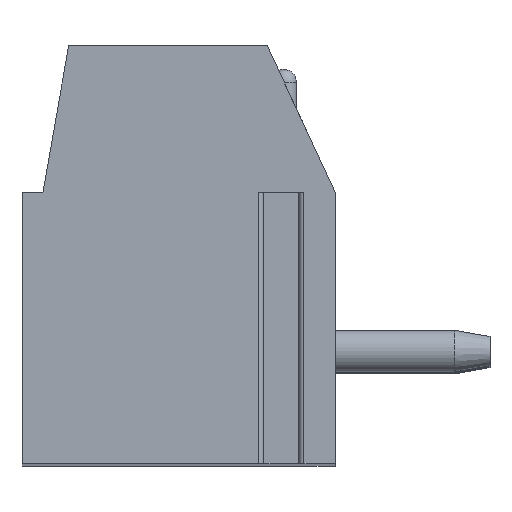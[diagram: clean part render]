
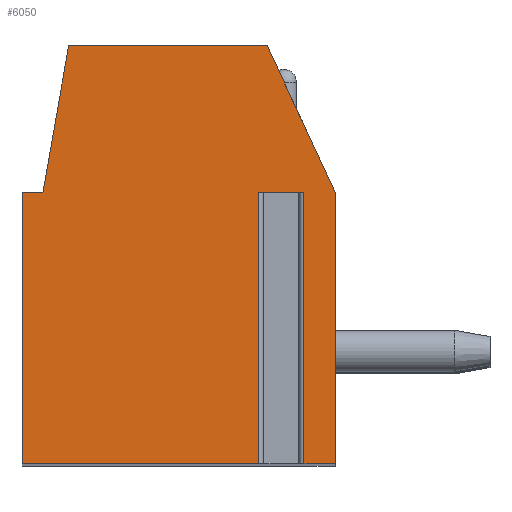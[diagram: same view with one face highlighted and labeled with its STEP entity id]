
A CAD part, top view. The second image highlights one B-rep face of the part: STEP entity #6050.
In plain terms, the highlighted planar face has unit normal (0, 0, 1).
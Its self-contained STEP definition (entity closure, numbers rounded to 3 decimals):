
#13=DIRECTION('',(-1.,0.,0.));
#14=VECTOR('',#13,1.097);
#15=CARTESIAN_POINT('',(2.998,1.5,27.94));
#16=LINE('',#15,#14);
#17=DIRECTION('',(0.,-1.,0.));
#18=VECTOR('',#17,6.5);
#19=CARTESIAN_POINT('',(1.902,1.5,27.94));
#20=LINE('',#19,#18);
#21=DIRECTION('',(1.,0.,0.));
#22=VECTOR('',#21,5.652);
#23=CARTESIAN_POINT('',(-3.75,-5.,27.94));
#24=LINE('',#23,#22);
#25=DIRECTION('',(0.,-1.,0.));
#26=VECTOR('',#25,6.5);
#27=CARTESIAN_POINT('',(-3.75,1.5,27.94));
#28=LINE('',#27,#26);
#29=DIRECTION('',(-1.,0.,0.));
#30=VECTOR('',#29,0.5);
#31=CARTESIAN_POINT('',(-3.25,1.5,27.94));
#32=LINE('',#31,#30);
#33=DIRECTION('',(-0.174,-0.985,0.));
#34=VECTOR('',#33,3.554);
#35=CARTESIAN_POINT('',(-2.633,5.,27.94));
#36=LINE('',#35,#34);
#37=DIRECTION('',(-1.,0.,0.));
#38=VECTOR('',#37,4.751);
#39=CARTESIAN_POINT('',(2.118,5.,27.94));
#40=LINE('',#39,#38);
#41=DIRECTION('',(-0.423,0.906,0.));
#42=VECTOR('',#41,3.862);
#43=CARTESIAN_POINT('',(3.75,1.5,27.94));
#44=LINE('',#43,#42);
#45=DIRECTION('',(0.,1.,0.));
#46=VECTOR('',#45,6.5);
#47=CARTESIAN_POINT('',(3.75,-5.,27.94));
#48=LINE('',#47,#46);
#49=DIRECTION('',(1.,0.,0.));
#50=VECTOR('',#49,0.752);
#51=CARTESIAN_POINT('',(2.998,-5.,27.94));
#52=LINE('',#51,#50);
#53=DIRECTION('',(0.,-1.,0.));
#54=VECTOR('',#53,6.5);
#55=CARTESIAN_POINT('',(2.998,1.5,27.94));
#56=LINE('',#55,#54);
#4797=CARTESIAN_POINT('',(-2.633,5.,27.94));
#4798=CARTESIAN_POINT('',(-3.25,1.5,27.94));
#4799=VERTEX_POINT('',#4797);
#4800=VERTEX_POINT('',#4798);
#4801=CARTESIAN_POINT('',(-3.75,1.5,27.94));
#4802=VERTEX_POINT('',#4801);
#4803=CARTESIAN_POINT('',(-3.75,-5.,27.94));
#4804=VERTEX_POINT('',#4803);
#4805=CARTESIAN_POINT('',(3.75,-5.,27.94));
#4806=CARTESIAN_POINT('',(3.75,1.5,27.94));
#4807=VERTEX_POINT('',#4805);
#4808=VERTEX_POINT('',#4806);
#4809=CARTESIAN_POINT('',(2.118,5.,27.94));
#4810=VERTEX_POINT('',#4809);
#4869=CARTESIAN_POINT('',(2.998,1.5,27.94));
#4870=CARTESIAN_POINT('',(1.902,1.5,27.94));
#4871=VERTEX_POINT('',#4869);
#4872=VERTEX_POINT('',#4870);
#4873=CARTESIAN_POINT('',(1.902,-5.,27.94));
#4874=VERTEX_POINT('',#4873);
#4875=CARTESIAN_POINT('',(2.998,-5.,27.94));
#4876=VERTEX_POINT('',#4875);
#6021=CARTESIAN_POINT('',(0.,0.,27.94));
#6022=DIRECTION('',(0.,0.,1.));
#6023=DIRECTION('',(1.,0.,0.));
#6024=AXIS2_PLACEMENT_3D('',#6021,#6022,#6023);
#6025=PLANE('',#6024);
#6027=ORIENTED_EDGE('',*,*,#6026,.T.);
#6029=ORIENTED_EDGE('',*,*,#6028,.T.);
#6031=ORIENTED_EDGE('',*,*,#6030,.F.);
#6033=ORIENTED_EDGE('',*,*,#6032,.F.);
#6035=ORIENTED_EDGE('',*,*,#6034,.F.);
#6037=ORIENTED_EDGE('',*,*,#6036,.F.);
#6039=ORIENTED_EDGE('',*,*,#6038,.F.);
#6041=ORIENTED_EDGE('',*,*,#6040,.F.);
#6043=ORIENTED_EDGE('',*,*,#6042,.F.);
#6045=ORIENTED_EDGE('',*,*,#6044,.F.);
#6047=ORIENTED_EDGE('',*,*,#6046,.F.);
#6048=EDGE_LOOP('',(#6027,#6029,#6031,#6033,#6035,#6037,#6039,#6041,#6043,#6045,
#6047));
#6049=FACE_OUTER_BOUND('',#6048,.F.);
#6026=EDGE_CURVE('',#4871,#4872,#16,.T.);
#6028=EDGE_CURVE('',#4872,#4874,#20,.T.);
#6030=EDGE_CURVE('',#4804,#4874,#24,.T.);
#6032=EDGE_CURVE('',#4802,#4804,#28,.T.);
#6034=EDGE_CURVE('',#4800,#4802,#32,.T.);
#6036=EDGE_CURVE('',#4799,#4800,#36,.T.);
#6038=EDGE_CURVE('',#4810,#4799,#40,.T.);
#6040=EDGE_CURVE('',#4808,#4810,#44,.T.);
#6042=EDGE_CURVE('',#4807,#4808,#48,.T.);
#6044=EDGE_CURVE('',#4876,#4807,#52,.T.);
#6046=EDGE_CURVE('',#4871,#4876,#56,.T.);
#6050=ADVANCED_FACE('',(#6049),#6025,.T.);
